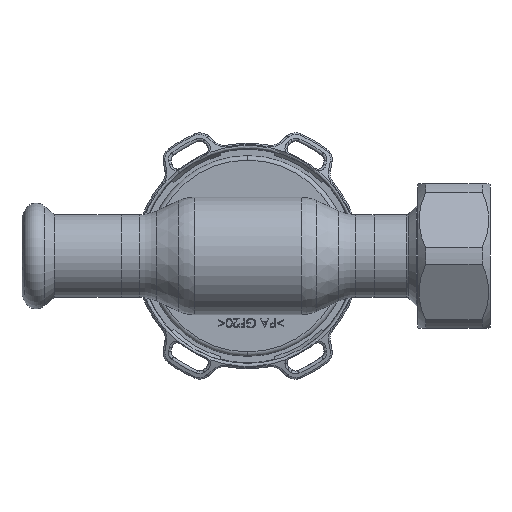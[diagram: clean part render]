
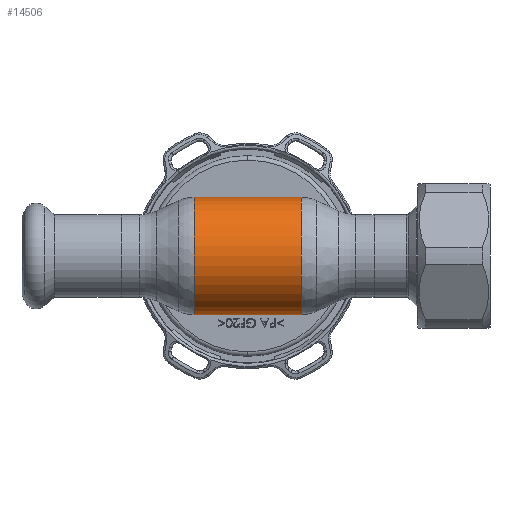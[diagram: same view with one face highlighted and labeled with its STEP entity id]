
A CAD part, front view. The second image highlights one B-rep face of the part: STEP entity #14506.
In plain terms, the highlighted cylindrical face has radius 13 mm (diameter 26 mm), a partial arc.
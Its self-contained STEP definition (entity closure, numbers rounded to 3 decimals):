
#1452 = FACE_OUTER_BOUND ( 'NONE', #32048, .T. ) ;
#1709 = CARTESIAN_POINT ( 'NONE',  ( -11.876, 0., 13. ) ) ;
#2735 = CARTESIAN_POINT ( 'NONE',  ( 11.876, 0., -13. ) ) ;
#4508 = DIRECTION ( 'NONE',  ( 0., 0., 1. ) ) ;
#6344 = VERTEX_POINT ( 'NONE', #21864 ) ;
#8148 = CARTESIAN_POINT ( 'NONE',  ( -11.876, 0., -13. ) ) ;
#8846 = VERTEX_POINT ( 'NONE', #2735 ) ;
#9267 = CARTESIAN_POINT ( 'NONE',  ( -62.69, 0., -13. ) ) ;
#9662 = EDGE_CURVE ( 'NONE', #6344, #32671, #34472, .T. ) ;
#11308 = VERTEX_POINT ( 'NONE', #8148 ) ;
#12144 = DIRECTION ( 'NONE',  ( 0., 0., 1. ) ) ;
#12315 = ORIENTED_EDGE ( 'NONE', *, *, #25493, .T. ) ;
#13306 = DIRECTION ( 'NONE',  ( 0., 0., 1. ) ) ;
#13318 = CIRCLE ( 'NONE', #25469, 13. ) ;
#14506 = ADVANCED_FACE ( 'NONE', ( #1452 ), #37155, .T. ) ;
#14795 = VECTOR ( 'NONE', #15055, 1000. ) ;
#15055 = DIRECTION ( 'NONE',  ( -1., 0., 0. ) ) ;
#17196 = EDGE_CURVE ( 'NONE', #8846, #11308, #25899, .T. ) ;
#20307 = CARTESIAN_POINT ( 'NONE',  ( -62.69, 0., 13. ) ) ;
#21641 = CARTESIAN_POINT ( 'NONE',  ( 11.876, 0., 0. ) ) ;
#21711 = DIRECTION ( 'NONE',  ( -1., 0., 0. ) ) ;
#21864 = CARTESIAN_POINT ( 'NONE',  ( 11.876, 0., 13. ) ) ;
#22237 = DIRECTION ( 'NONE',  ( -1., 0., 0. ) ) ;
#22423 = VECTOR ( 'NONE', #26231, 1000. ) ;
#22642 = EDGE_CURVE ( 'NONE', #11308, #32671, #13318, .T. ) ;
#25117 = CARTESIAN_POINT ( 'NONE',  ( -62.69, 0., 0. ) ) ;
#25469 = AXIS2_PLACEMENT_3D ( 'NONE', #27959, #21711, #4508 ) ;
#25493 = EDGE_CURVE ( 'NONE', #8846, #6344, #28638, .T. ) ;
#25899 = LINE ( 'NONE', #9267, #14795 ) ;
#26231 = DIRECTION ( 'NONE',  ( -1., 0., 0. ) ) ;
#27959 = CARTESIAN_POINT ( 'NONE',  ( -11.876, 0., 0. ) ) ;
#28020 = AXIS2_PLACEMENT_3D ( 'NONE', #21641, #30453, #12144 ) ;
#28638 = CIRCLE ( 'NONE', #28020, 13. ) ;
#28879 = ORIENTED_EDGE ( 'NONE', *, *, #9662, .T. ) ;
#30453 = DIRECTION ( 'NONE',  ( -1., 0., 0. ) ) ;
#32039 = AXIS2_PLACEMENT_3D ( 'NONE', #25117, #22237, #13306 ) ;
#32048 = EDGE_LOOP ( 'NONE', ( #33185, #12315, #28879, #36364 ) ) ;
#32671 = VERTEX_POINT ( 'NONE', #1709 ) ;
#33185 = ORIENTED_EDGE ( 'NONE', *, *, #17196, .F. ) ;
#34472 = LINE ( 'NONE', #20307, #22423 ) ;
#36364 = ORIENTED_EDGE ( 'NONE', *, *, #22642, .F. ) ;
#37155 = CYLINDRICAL_SURFACE ( 'NONE', #32039, 13. ) ;
